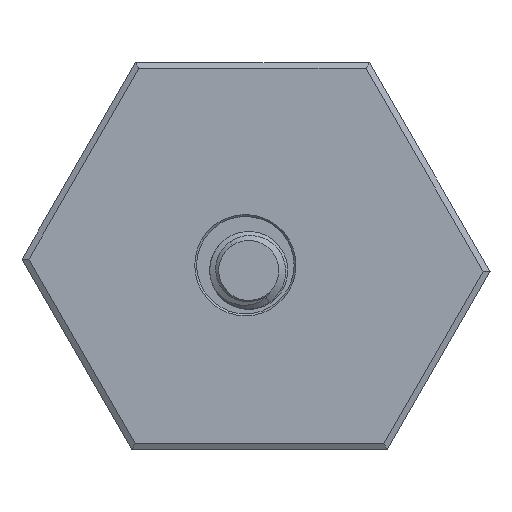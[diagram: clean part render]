
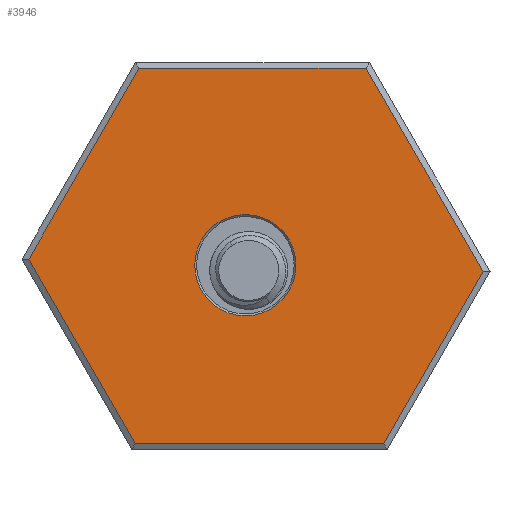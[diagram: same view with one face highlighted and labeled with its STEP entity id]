
A CAD part, front view. The second image highlights one B-rep face of the part: STEP entity #3946.
In plain terms, the highlighted planar face has unit normal (0, -1, 0).
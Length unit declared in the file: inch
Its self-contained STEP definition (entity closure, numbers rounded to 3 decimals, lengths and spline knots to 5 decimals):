
#130 = CARTESIAN_POINT ( 'NONE',  ( 0., 0., 0.3245 ) ) ;
#273 = LINE ( 'NONE', #2632, #7581 ) ;
#997 = DIRECTION ( 'NONE',  ( 0., 1., 0. ) ) ;
#1087 = DIRECTION ( 'NONE',  ( -0.5, 0., 0.866 ) ) ;
#1144 = CARTESIAN_POINT ( 'NONE',  ( 0.88727, 0., -1.1431 ) ) ;
#1182 = LINE ( 'NONE', #14132, #5269 ) ;
#1191 = EDGE_CURVE ( 'NONE', #9763, #11442, #5128, .T. ) ;
#1273 = DIRECTION ( 'NONE',  ( 0., 0., -1. ) ) ;
#1332 = CARTESIAN_POINT ( 'NONE',  ( -0.12052, 0., -2.1562 ) ) ;
#1368 = VERTEX_POINT ( 'NONE', #11234 ) ;
#1517 = VERTEX_POINT ( 'NONE', #2286 ) ;
#1558 = DIRECTION ( 'NONE',  ( 0.5, 0., 0.866 ) ) ;
#1639 = VECTOR ( 'NONE', #1087, 39.37008 ) ;
#2286 = CARTESIAN_POINT ( 'NONE',  ( -0.6827, 0., 1.26121 ) ) ;
#2445 = VERTEX_POINT ( 'NONE', #12790 ) ;
#2632 = CARTESIAN_POINT ( 'NONE',  ( 0., 0., 1.26121 ) ) ;
#3018 = ORIENTED_EDGE ( 'NONE', *, *, #1191, .T. ) ;
#3231 = EDGE_CURVE ( 'NONE', #2445, #10415, #5707, .T. ) ;
#3799 = CARTESIAN_POINT ( 'NONE',  ( 0.291, 0., -2.17588 ) ) ;
#3946 = ADVANCED_FACE ( 'NONE', ( #7537, #11756 ), #15206, .T. ) ;
#4296 = VECTOR ( 'NONE', #1558, 39.37008 ) ;
#4477 = DIRECTION ( 'NONE',  ( 0., -1., 0. ) ) ;
#4755 = EDGE_LOOP ( 'NONE', ( #13481, #14249, #10218, #10039, #12806, #3018 ) ) ;
#4766 = CARTESIAN_POINT ( 'NONE',  ( 0., 0., 0. ) ) ;
#4884 = DIRECTION ( 'NONE',  ( 0., 1., 0. ) ) ;
#4947 = DIRECTION ( 'NONE',  ( -0.5, 0., 0.866 ) ) ;
#5128 = LINE ( 'NONE', #3799, #7953 ) ;
#5257 = CARTESIAN_POINT ( 'NONE',  ( -1.92758, 0., -0.89498 ) ) ;
#5269 = VECTOR ( 'NONE', #9568, 39.37008 ) ;
#5658 = LINE ( 'NONE', #11831, #1639 ) ;
#5707 = CIRCLE ( 'NONE', #14449, 0.3245 ) ;
#6136 = CARTESIAN_POINT ( 'NONE',  ( 0., 0., 0. ) ) ;
#6262 = LINE ( 'NONE', #5257, #4296 ) ;
#6300 = DIRECTION ( 'NONE',  ( 0.5, 0., 0.866 ) ) ;
#6717 = CARTESIAN_POINT ( 'NONE',  ( 1.52451, 0., -0.03937 ) ) ;
#7078 = ORIENTED_EDGE ( 'NONE', *, *, #9673, .T. ) ;
#7118 = VERTEX_POINT ( 'NONE', #7699 ) ;
#7291 = EDGE_CURVE ( 'NONE', #7724, #1517, #6262, .T. ) ;
#7498 = DIRECTION ( 'NONE',  ( -1., 0., 0. ) ) ;
#7537 = FACE_OUTER_BOUND ( 'NONE', #4755, .T. ) ;
#7581 = VECTOR ( 'NONE', #7498, 39.37008 ) ;
#7699 = CARTESIAN_POINT ( 'NONE',  ( 0.77362, 0., 1.26121 ) ) ;
#7724 = VERTEX_POINT ( 'NONE', #9609 ) ;
#7953 = VECTOR ( 'NONE', #6300, 39.37008 ) ;
#8403 = EDGE_CURVE ( 'NONE', #7118, #1517, #273, .T. ) ;
#8858 = CIRCLE ( 'NONE', #12122, 0.3245 ) ;
#9326 = EDGE_CURVE ( 'NONE', #11442, #7118, #5658, .T. ) ;
#9568 = DIRECTION ( 'NONE',  ( -1., 0., 0. ) ) ;
#9609 = CARTESIAN_POINT ( 'NONE',  ( -1.38813, 0., 0.03937 ) ) ;
#9673 = EDGE_CURVE ( 'NONE', #10415, #2445, #8858, .T. ) ;
#9763 = VERTEX_POINT ( 'NONE', #1144 ) ;
#9943 = EDGE_CURVE ( 'NONE', #1368, #7724, #12084, .T. ) ;
#10039 = ORIENTED_EDGE ( 'NONE', *, *, #9943, .F. ) ;
#10218 = ORIENTED_EDGE ( 'NONE', *, *, #7291, .F. ) ;
#10415 = VERTEX_POINT ( 'NONE', #130 ) ;
#11234 = CARTESIAN_POINT ( 'NONE',  ( -0.70543, 0., -1.1431 ) ) ;
#11442 = VERTEX_POINT ( 'NONE', #6717 ) ;
#11756 = FACE_BOUND ( 'NONE', #12109, .T. ) ;
#11831 = CARTESIAN_POINT ( 'NONE',  ( 2.02987, 0., -0.91467 ) ) ;
#12084 = LINE ( 'NONE', #1332, #14124 ) ;
#12109 = EDGE_LOOP ( 'NONE', ( #15252, #7078 ) ) ;
#12122 = AXIS2_PLACEMENT_3D ( 'NONE', #4766, #997, #13061 ) ;
#12223 = AXIS2_PLACEMENT_3D ( 'NONE', #13881, #4477, #12698 ) ;
#12698 = DIRECTION ( 'NONE',  ( 0., 0., -1. ) ) ;
#12790 = CARTESIAN_POINT ( 'NONE',  ( 0., 0., -0.3245 ) ) ;
#12806 = ORIENTED_EDGE ( 'NONE', *, *, #13198, .F. ) ;
#13061 = DIRECTION ( 'NONE',  ( 0., 0., -1. ) ) ;
#13198 = EDGE_CURVE ( 'NONE', #9763, #1368, #1182, .T. ) ;
#13481 = ORIENTED_EDGE ( 'NONE', *, *, #9326, .T. ) ;
#13881 = CARTESIAN_POINT ( 'NONE',  ( 0., 0., 0. ) ) ;
#14124 = VECTOR ( 'NONE', #4947, 39.37008 ) ;
#14132 = CARTESIAN_POINT ( 'NONE',  ( 0., 0., -1.1431 ) ) ;
#14249 = ORIENTED_EDGE ( 'NONE', *, *, #8403, .T. ) ;
#14449 = AXIS2_PLACEMENT_3D ( 'NONE', #6136, #4884, #1273 ) ;
#15206 = PLANE ( 'NONE',  #12223 ) ;
#15252 = ORIENTED_EDGE ( 'NONE', *, *, #3231, .T. ) ;
